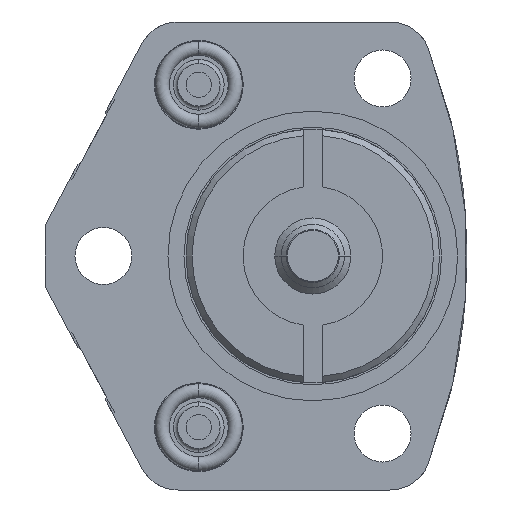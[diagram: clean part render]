
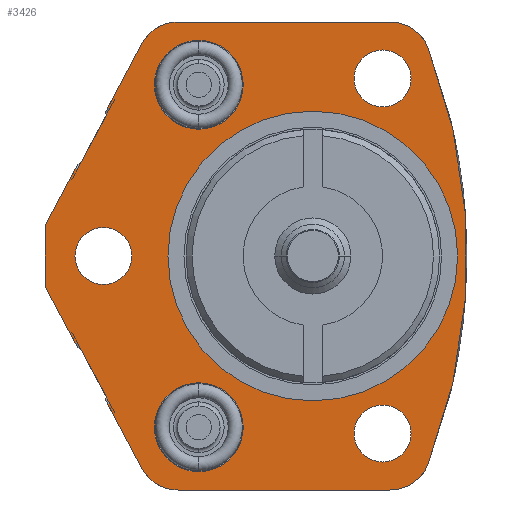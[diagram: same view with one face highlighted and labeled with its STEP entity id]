
A CAD part, front view. The second image highlights one B-rep face of the part: STEP entity #3426.
In plain terms, the highlighted planar face has unit normal (0, -1, 0).
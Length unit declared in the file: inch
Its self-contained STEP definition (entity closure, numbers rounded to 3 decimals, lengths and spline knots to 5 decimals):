
#325=CARTESIAN_POINT('',(0.,0.,0.));
#326=DIRECTION('',(0.,-1.,0.));
#327=DIRECTION('',(1.,0.,0.));
#328=AXIS2_PLACEMENT_3D('',#325,#326,#327);
#333=CARTESIAN_POINT('',(0.,0.,0.));
#334=DIRECTION('',(0.,1.,0.));
#335=DIRECTION('',(1.,0.,0.));
#336=AXIS2_PLACEMENT_3D('',#333,#334,#335);
#341=CARTESIAN_POINT('',(0.344,0.,0.875));
#342=DIRECTION('',(0.,-1.,0.));
#343=DIRECTION('',(1.,0.,0.));
#344=AXIS2_PLACEMENT_3D('',#341,#342,#343);
#349=CARTESIAN_POINT('',(0.344,0.,0.875));
#350=DIRECTION('',(0.,-1.,0.));
#351=DIRECTION('',(-1.,0.,0.));
#352=AXIS2_PLACEMENT_3D('',#349,#350,#351);
#357=CARTESIAN_POINT('',(0.344,0.,-0.875));
#358=DIRECTION('',(0.,-1.,0.));
#359=DIRECTION('',(1.,0.,0.));
#360=AXIS2_PLACEMENT_3D('',#357,#358,#359);
#365=CARTESIAN_POINT('',(0.344,0.,-0.875));
#366=DIRECTION('',(0.,-1.,0.));
#367=DIRECTION('',(-1.,0.,0.));
#368=AXIS2_PLACEMENT_3D('',#365,#366,#367);
#373=CARTESIAN_POINT('',(-1.032,0.,0.));
#374=DIRECTION('',(0.,-1.,0.));
#375=DIRECTION('',(1.,0.,0.));
#376=AXIS2_PLACEMENT_3D('',#373,#374,#375);
#381=CARTESIAN_POINT('',(-1.032,0.,0.));
#382=DIRECTION('',(0.,-1.,0.));
#383=DIRECTION('',(-1.,0.,0.));
#384=AXIS2_PLACEMENT_3D('',#381,#382,#383);
#389=DIRECTION('',(-0.469,0.,-0.883));
#390=VECTOR('',#389,0.33929);
#391=CARTESIAN_POINT('',(-1.00197,0.,0.72489));
#392=LINE('',#391,#390);
#396=DIRECTION('',(0.883,0.,-0.469));
#397=VECTOR('',#396,0.01);
#398=CARTESIAN_POINT('',(-1.0108,0.,0.72959));
#399=LINE('',#398,#397);
#403=DIRECTION('',(0.469,0.,0.883));
#404=VECTOR('',#403,0.35814);
#405=CARTESIAN_POINT('',(-1.0108,0.,0.72959));
#406=LINE('',#405,#404);
#410=DIRECTION('',(1.,0.,0.));
#411=VECTOR('',#410,1.04331);
#412=CARTESIAN_POINT('',(-0.66342,0.,1.1535));
#413=LINE('',#412,#411);
#417=CARTESIAN_POINT('',(-2.082,0.,0.));
#418=DIRECTION('',(0.,-1.,0.));
#419=DIRECTION('',(0.933,0.,-0.36));
#420=AXIS2_PLACEMENT_3D('',#417,#418,#419);
#425=DIRECTION('',(-1.,0.,0.));
#426=VECTOR('',#425,1.04331);
#427=CARTESIAN_POINT('',(0.37988,0.,-1.1535));
#428=LINE('',#427,#426);
#432=DIRECTION('',(0.469,0.,-0.883));
#433=VECTOR('',#432,0.35814);
#434=CARTESIAN_POINT('',(-1.0108,0.,-0.72959));
#435=LINE('',#434,#433);
#439=DIRECTION('',(0.883,0.,0.469));
#440=VECTOR('',#439,0.01);
#441=CARTESIAN_POINT('',(-1.0108,0.,-0.72959));
#442=LINE('',#441,#440);
#446=DIRECTION('',(0.469,0.,-0.883));
#447=VECTOR('',#446,0.33929);
#448=CARTESIAN_POINT('',(-1.16126,0.,-0.42531));
#449=LINE('',#448,#447);
#453=DIRECTION('',(0.883,0.,0.469));
#454=VECTOR('',#453,0.01);
#455=CARTESIAN_POINT('',(-1.17008,0.,-0.43001));
#456=LINE('',#455,#454);
#460=DIRECTION('',(0.469,0.,-0.883));
#461=VECTOR('',#460,0.31933);
#462=CARTESIAN_POINT('',(-1.32,0.,-0.14806));
#463=LINE('',#462,#461);
#467=DIRECTION('',(0.,0.,-1.));
#468=VECTOR('',#467,0.29612);
#469=CARTESIAN_POINT('',(-1.32,0.,0.14806));
#470=LINE('',#469,#468);
#474=DIRECTION('',(0.469,0.,0.883));
#475=VECTOR('',#474,0.31933);
#476=CARTESIAN_POINT('',(-1.32,0.,0.14806));
#477=LINE('',#476,#475);
#481=DIRECTION('',(0.883,0.,-0.469));
#482=VECTOR('',#481,0.01);
#483=CARTESIAN_POINT('',(-1.17008,0.,0.43001));
#484=LINE('',#483,#482);
#488=CARTESIAN_POINT('',(-0.562,0.,-0.844));
#489=DIRECTION('',(0.,1.,0.));
#490=DIRECTION('',(-1.,0.,0.));
#491=AXIS2_PLACEMENT_3D('',#488,#489,#490);
#496=CARTESIAN_POINT('',(-0.562,0.,-0.844));
#497=DIRECTION('',(0.,1.,0.));
#498=DIRECTION('',(1.,0.,0.));
#499=AXIS2_PLACEMENT_3D('',#496,#497,#498);
#504=CARTESIAN_POINT('',(-0.562,0.,0.844));
#505=DIRECTION('',(0.,1.,0.));
#506=DIRECTION('',(-1.,0.,0.));
#507=AXIS2_PLACEMENT_3D('',#504,#505,#506);
#512=CARTESIAN_POINT('',(-0.562,0.,0.844));
#513=DIRECTION('',(0.,1.,0.));
#514=DIRECTION('',(1.,0.,0.));
#515=AXIS2_PLACEMENT_3D('',#512,#513,#514);
#1486=CARTESIAN_POINT('',(-0.66342,0.,-0.9505));
#1487=DIRECTION('',(0.,-1.,0.));
#1488=DIRECTION('',(-0.883,0.,-0.469));
#1489=AXIS2_PLACEMENT_3D('',#1486,#1487,#1488);
#1522=CARTESIAN_POINT('',(0.37988,0.,-0.9505));
#1523=DIRECTION('',(0.,-1.,0.));
#1524=DIRECTION('',(0.,0.,-1.));
#1525=AXIS2_PLACEMENT_3D('',#1522,#1523,#1524);
#1544=CARTESIAN_POINT('',(0.37988,0.,0.9505));
#1545=DIRECTION('',(0.,-1.,0.));
#1546=DIRECTION('',(0.933,0.,0.36));
#1547=AXIS2_PLACEMENT_3D('',#1544,#1545,#1546);
#1580=CARTESIAN_POINT('',(-0.66342,0.,0.9505));
#1581=DIRECTION('',(0.,-1.,0.));
#1582=DIRECTION('',(0.,0.,1.));
#1583=AXIS2_PLACEMENT_3D('',#1580,#1581,#1582);
#2827=CARTESIAN_POINT('',(0.714,0.,0.));
#2829=VERTEX_POINT('',#2827);
#2831=CARTESIAN_POINT('',(-0.714,0.,0.));
#2833=VERTEX_POINT('',#2831);
#2834=CARTESIAN_POINT('',(-1.32,0.,0.14806));
#2835=CARTESIAN_POINT('',(-1.32,0.,-0.14806));
#2836=VERTEX_POINT('',#2834);
#2837=VERTEX_POINT('',#2835);
#2838=CARTESIAN_POINT('',(0.4845,0.,0.875));
#2839=CARTESIAN_POINT('',(0.2035,0.,0.875));
#2840=VERTEX_POINT('',#2838);
#2841=VERTEX_POINT('',#2839);
#2872=CARTESIAN_POINT('',(-1.16126,0.,-0.42531));
#2873=CARTESIAN_POINT('',(-1.00197,0.,-0.72489));
#2874=VERTEX_POINT('',#2872);
#2875=VERTEX_POINT('',#2873);
#2876=CARTESIAN_POINT('',(-1.17008,0.,-0.43001));
#2877=VERTEX_POINT('',#2876);
#2878=CARTESIAN_POINT('',(-1.0108,0.,-0.72959));
#2879=VERTEX_POINT('',#2878);
#2901=CARTESIAN_POINT('',(-1.00197,0.,0.72489));
#2902=CARTESIAN_POINT('',(-1.16126,0.,0.42531));
#2903=VERTEX_POINT('',#2901);
#2904=VERTEX_POINT('',#2902);
#2905=CARTESIAN_POINT('',(-1.0108,0.,0.72959));
#2906=VERTEX_POINT('',#2905);
#2907=CARTESIAN_POINT('',(-1.17008,0.,0.43001));
#2908=VERTEX_POINT('',#2907);
#2934=CARTESIAN_POINT('',(-0.781,0.,-0.844));
#2935=CARTESIAN_POINT('',(-0.343,0.,-0.844));
#2936=VERTEX_POINT('',#2934);
#2937=VERTEX_POINT('',#2935);
#2954=CARTESIAN_POINT('',(-0.781,0.,0.844));
#2955=CARTESIAN_POINT('',(-0.343,0.,0.844));
#2956=VERTEX_POINT('',#2954);
#2957=VERTEX_POINT('',#2955);
#2988=CARTESIAN_POINT('',(0.37988,0.,-1.1535));
#2989=CARTESIAN_POINT('',(0.56926,0.,-1.02362));
#2990=VERTEX_POINT('',#2988);
#2991=VERTEX_POINT('',#2989);
#2992=CARTESIAN_POINT('',(0.56926,0.,1.02362));
#2993=CARTESIAN_POINT('',(0.37988,0.,1.1535));
#2994=VERTEX_POINT('',#2992);
#2995=VERTEX_POINT('',#2993);
#2996=CARTESIAN_POINT('',(-0.66342,0.,1.1535));
#2997=CARTESIAN_POINT('',(-0.84266,0.,1.0458));
#2998=VERTEX_POINT('',#2996);
#2999=VERTEX_POINT('',#2997);
#3000=CARTESIAN_POINT('',(-0.84266,0.,-1.0458));
#3001=CARTESIAN_POINT('',(-0.66342,0.,-1.1535));
#3002=VERTEX_POINT('',#3000);
#3003=VERTEX_POINT('',#3001);
#3004=CARTESIAN_POINT('',(0.4845,0.,-0.875));
#3005=CARTESIAN_POINT('',(0.2035,0.,-0.875));
#3006=VERTEX_POINT('',#3004);
#3007=VERTEX_POINT('',#3005);
#3008=CARTESIAN_POINT('',(-0.8915,0.,0.));
#3009=CARTESIAN_POINT('',(-1.1725,0.,0.));
#3010=VERTEX_POINT('',#3008);
#3011=VERTEX_POINT('',#3009);
#3349=CARTESIAN_POINT('',(0.,0.,0.));
#3350=DIRECTION('',(0.,-1.,0.));
#3351=DIRECTION('',(-1.,0.,0.));
#3352=AXIS2_PLACEMENT_3D('',#3349,#3350,#3351);
#3353=PLANE('',#3352);
#3355=ORIENTED_EDGE('',*,*,#3354,.F.);
#3357=ORIENTED_EDGE('',*,*,#3356,.F.);
#3359=ORIENTED_EDGE('',*,*,#3358,.T.);
#3361=ORIENTED_EDGE('',*,*,#3360,.F.);
#3363=ORIENTED_EDGE('',*,*,#3362,.T.);
#3365=ORIENTED_EDGE('',*,*,#3364,.F.);
#3367=ORIENTED_EDGE('',*,*,#3366,.F.);
#3369=ORIENTED_EDGE('',*,*,#3368,.F.);
#3371=ORIENTED_EDGE('',*,*,#3370,.T.);
#3373=ORIENTED_EDGE('',*,*,#3372,.F.);
#3375=ORIENTED_EDGE('',*,*,#3374,.F.);
#3377=ORIENTED_EDGE('',*,*,#3376,.T.);
#3379=ORIENTED_EDGE('',*,*,#3378,.F.);
#3381=ORIENTED_EDGE('',*,*,#3380,.F.);
#3383=ORIENTED_EDGE('',*,*,#3382,.F.);
#3385=ORIENTED_EDGE('',*,*,#3384,.F.);
#3387=ORIENTED_EDGE('',*,*,#3386,.T.);
#3389=ORIENTED_EDGE('',*,*,#3388,.T.);
#3390=EDGE_LOOP('',(#3355,#3357,#3359,#3361,#3363,#3365,#3367,#3369,#3371,#3373,
#3375,#3377,#3379,#3381,#3383,#3385,#3387,#3389));
#3391=FACE_OUTER_BOUND('',#3390,.F.);
#3393=ORIENTED_EDGE('',*,*,#3392,.T.);
#3395=ORIENTED_EDGE('',*,*,#3394,.F.);
#3396=EDGE_LOOP('',(#3393,#3395));
#3397=FACE_BOUND('',#3396,.F.);
#3399=ORIENTED_EDGE('',*,*,#3398,.T.);
#3401=ORIENTED_EDGE('',*,*,#3400,.T.);
#3402=EDGE_LOOP('',(#3399,#3401));
#3403=FACE_BOUND('',#3402,.F.);
#3404=ORIENTED_EDGE('',*,*,#3329,.T.);
#3405=ORIENTED_EDGE('',*,*,#3343,.T.);
#3406=EDGE_LOOP('',(#3404,#3405));
#3407=FACE_BOUND('',#3406,.F.);
#3409=ORIENTED_EDGE('',*,*,#3408,.T.);
#3411=ORIENTED_EDGE('',*,*,#3410,.T.);
#3412=EDGE_LOOP('',(#3409,#3411));
#3413=FACE_BOUND('',#3412,.F.);
#3415=ORIENTED_EDGE('',*,*,#3414,.F.);
#3417=ORIENTED_EDGE('',*,*,#3416,.F.);
#3418=EDGE_LOOP('',(#3415,#3417));
#3419=FACE_BOUND('',#3418,.F.);
#3421=ORIENTED_EDGE('',*,*,#3420,.F.);
#3423=ORIENTED_EDGE('',*,*,#3422,.F.);
#3424=EDGE_LOOP('',(#3421,#3423));
#3425=FACE_BOUND('',#3424,.F.);
#3426=ADVANCED_FACE('',(#3391,#3397,#3403,#3407,#3413,#3419,#3425),#3353,.T.);
#329=CIRCLE('',#328,0.714);
#337=CIRCLE('',#336,0.714);
#345=CIRCLE('',#344,0.1405);
#353=CIRCLE('',#352,0.1405);
#361=CIRCLE('',#360,0.1405);
#369=CIRCLE('',#368,0.1405);
#377=CIRCLE('',#376,0.1405);
#385=CIRCLE('',#384,0.1405);
#421=CIRCLE('',#420,2.842);
#492=CIRCLE('',#491,0.219);
#500=CIRCLE('',#499,0.219);
#508=CIRCLE('',#507,0.219);
#516=CIRCLE('',#515,0.219);
#1490=CIRCLE('',#1489,0.203);
#1526=CIRCLE('',#1525,0.203);
#1548=CIRCLE('',#1547,0.203);
#1584=CIRCLE('',#1583,0.203);
#3329=EDGE_CURVE('',#3006,#3007,#361,.T.);
#3343=EDGE_CURVE('',#3007,#3006,#369,.T.);
#3354=EDGE_CURVE('',#2903,#2904,#392,.T.);
#3356=EDGE_CURVE('',#2906,#2903,#399,.T.);
#3358=EDGE_CURVE('',#2906,#2999,#406,.T.);
#3360=EDGE_CURVE('',#2998,#2999,#1584,.T.);
#3362=EDGE_CURVE('',#2998,#2995,#413,.T.);
#3364=EDGE_CURVE('',#2994,#2995,#1548,.T.);
#3366=EDGE_CURVE('',#2991,#2994,#421,.T.);
#3368=EDGE_CURVE('',#2990,#2991,#1526,.T.);
#3370=EDGE_CURVE('',#2990,#3003,#428,.T.);
#3372=EDGE_CURVE('',#3002,#3003,#1490,.T.);
#3374=EDGE_CURVE('',#2879,#3002,#435,.T.);
#3376=EDGE_CURVE('',#2879,#2875,#442,.T.);
#3378=EDGE_CURVE('',#2874,#2875,#449,.T.);
#3380=EDGE_CURVE('',#2877,#2874,#456,.T.);
#3382=EDGE_CURVE('',#2837,#2877,#463,.T.);
#3384=EDGE_CURVE('',#2836,#2837,#470,.T.);
#3386=EDGE_CURVE('',#2836,#2908,#477,.T.);
#3388=EDGE_CURVE('',#2908,#2904,#484,.T.);
#3392=EDGE_CURVE('',#2829,#2833,#329,.T.);
#3394=EDGE_CURVE('',#2829,#2833,#337,.T.);
#3398=EDGE_CURVE('',#2840,#2841,#345,.T.);
#3400=EDGE_CURVE('',#2841,#2840,#353,.T.);
#3408=EDGE_CURVE('',#3010,#3011,#377,.T.);
#3410=EDGE_CURVE('',#3011,#3010,#385,.T.);
#3414=EDGE_CURVE('',#2936,#2937,#492,.T.);
#3416=EDGE_CURVE('',#2937,#2936,#500,.T.);
#3420=EDGE_CURVE('',#2956,#2957,#508,.T.);
#3422=EDGE_CURVE('',#2957,#2956,#516,.T.);
